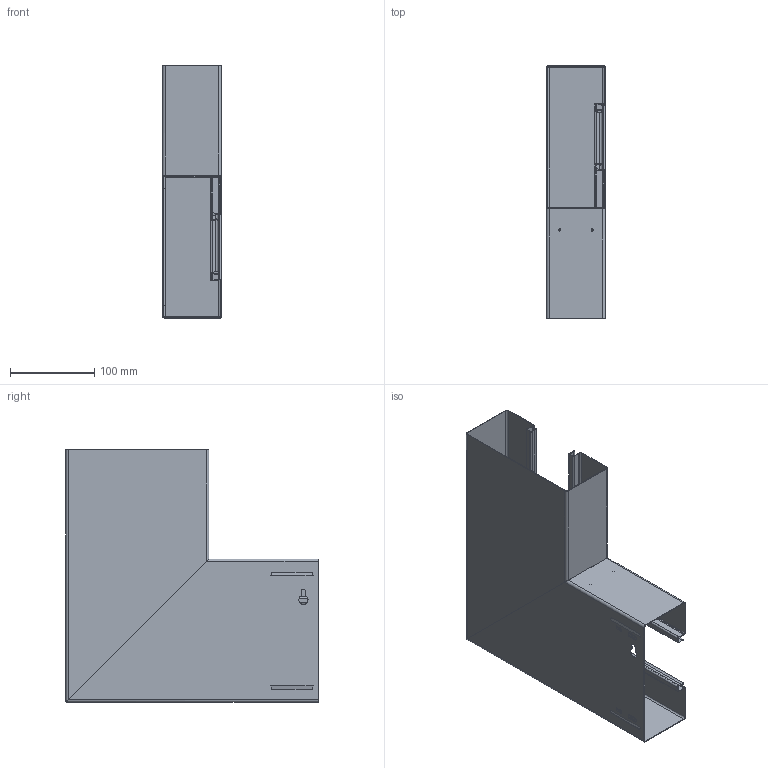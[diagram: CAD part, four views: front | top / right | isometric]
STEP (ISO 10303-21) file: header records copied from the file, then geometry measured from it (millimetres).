
FILE_DESCRIPTION (( 'STEP AP214' ), '1' );
FILE_NAME ('6277620.stp', '2016-05-30T13:35:05', ( '' ), ( '' ), 'SwSTEP 2.0', 'SolidWorks 2014', '' );
FILE_SCHEMA (( 'AUTOMOTIVE_DESIGN' ));
Length unit declared in the file: millimetre
Products named in the file (1): 6277620
Bounding box: 70 x 299.85 x 299.85 mm (x, y, z)
Volume: 194961.3 mm3; surface area: 393082.3 mm2
Topology: 1 solids, 1 shells, 465 faces, 1081 edges, 646 vertices
Faces by surface type: plane 250, bspline 106, cylinder 87, cone 22
Entity records: 18876 total; most frequent: CARTESIAN_POINT 9264, ORIENTED_EDGE 2162, DIRECTION 1599, EDGE_CURVE 1081, VERTEX_POINT 646, VECTOR 555, LINE 555, AXIS2_PLACEMENT_3D 522
